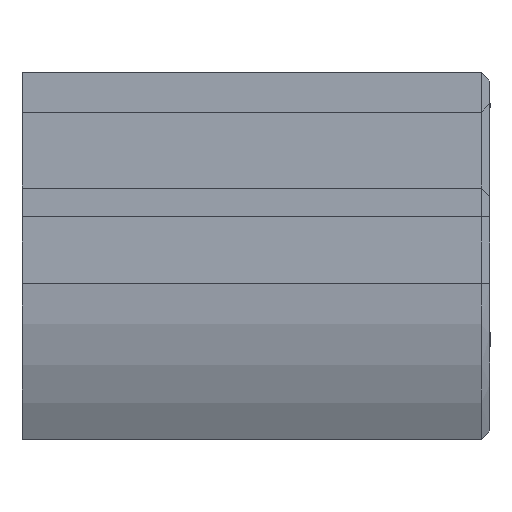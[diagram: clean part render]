
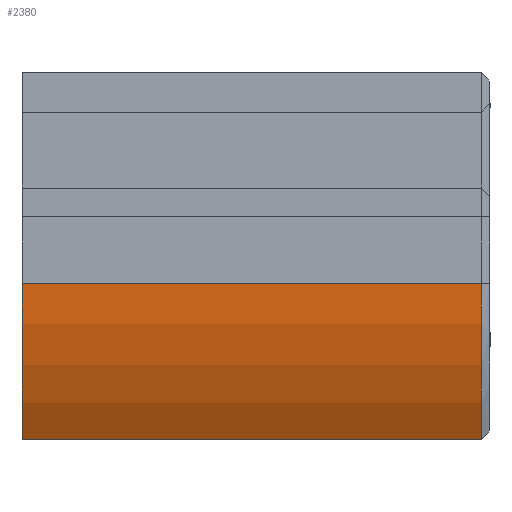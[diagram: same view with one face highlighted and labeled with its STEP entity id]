
A CAD part, left-side view. The second image highlights one B-rep face of the part: STEP entity #2380.
In plain terms, the highlighted cylindrical face has radius 14 mm (diameter 28.001 mm), a partial arc.
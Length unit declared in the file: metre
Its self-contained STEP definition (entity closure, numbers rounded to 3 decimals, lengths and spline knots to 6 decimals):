
#16=B_SPLINE_CURVE_WITH_KNOTS('',3,(#3864,#3865,#3866,#3867),
 .UNSPECIFIED.,.F.,.F.,(4,4),(0.,1.),.UNSPECIFIED.);
#201=LINE('',#3873,#419);
#419=VECTOR('',#3162,1.);
#599=CYLINDRICAL_SURFACE('',#2603,0.014);
#960=ORIENTED_EDGE('',*,*,#1494,.F.);
#961=ORIENTED_EDGE('',*,*,#1493,.T.);
#962=ORIENTED_EDGE('',*,*,#1495,.T.);
#963=ORIENTED_EDGE('',*,*,#1496,.F.);
#1493=EDGE_CURVE('',#1762,#1763,#16,.F.);
#1494=EDGE_CURVE('',#1762,#1764,#1876,.T.);
#1495=EDGE_CURVE('',#1763,#1765,#1877,.T.);
#1496=EDGE_CURVE('',#1764,#1765,#201,.T.);
#1762=VERTEX_POINT('',#3861);
#1763=VERTEX_POINT('',#3863);
#1764=VERTEX_POINT('',#3870);
#1765=VERTEX_POINT('',#3872);
#1876=CIRCLE('',#2604,0.014);
#1877=CIRCLE('',#2605,0.014);
#2012=EDGE_LOOP('',(#960,#961,#962,#963));
#2203=FACE_BOUND('',#2012,.T.);
#2380=ADVANCED_FACE('',(#2203),#599,.T.);
#2603=AXIS2_PLACEMENT_3D('',#3868,#3156,#3157);
#2604=AXIS2_PLACEMENT_3D('',#3869,#3158,#3159);
#2605=AXIS2_PLACEMENT_3D('',#3871,#3160,#3161);
#3156=DIRECTION('',(0.,1.,0.));
#3157=DIRECTION('',(-1.,0.,-0.006));
#3158=DIRECTION('',(0.,-1.,0.));
#3159=DIRECTION('',(-1.,0.,-0.006));
#3160=DIRECTION('',(0.,-1.,0.));
#3161=DIRECTION('',(-1.,0.,-0.006));
#3162=DIRECTION('',(0.,1.,0.));
#3861=CARTESIAN_POINT('',(-0.027522,-0.009303,0.007014));
#3863=CARTESIAN_POINT('',(-0.027522,0.011297,0.007014));
#3864=CARTESIAN_POINT('',(-0.027522,0.011297,0.007014));
#3865=CARTESIAN_POINT('',(-0.027522,0.00443,0.007014));
#3866=CARTESIAN_POINT('',(-0.027522,-0.002436,0.007014));
#3867=CARTESIAN_POINT('',(-0.027522,-0.009303,0.007014));
#3868=CARTESIAN_POINT('',(-0.013522,-0.009703,0.0071));
#3869=CARTESIAN_POINT('',(-0.013522,-0.009303,0.0071));
#3870=CARTESIAN_POINT('',(-0.025588,-0.009303,0.));
#3871=CARTESIAN_POINT('',(-0.013522,0.011297,0.0071));
#3872=CARTESIAN_POINT('',(-0.025588,0.011297,0.));
#3873=CARTESIAN_POINT('',(-0.025588,-0.009703,0.));
